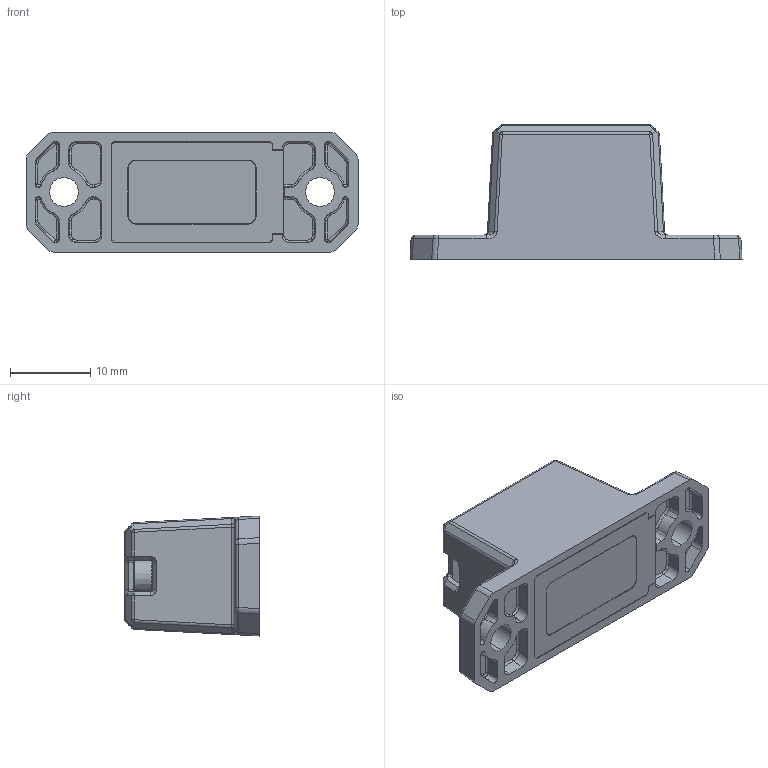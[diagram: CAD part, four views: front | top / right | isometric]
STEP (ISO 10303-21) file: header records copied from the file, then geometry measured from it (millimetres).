
FILE_DESCRIPTION (( 'STEP AP214' ), '1' );
FILE_NAME ('REV-31-1537.STEP', '2018-05-09T21:05:10', ( '' ), ( '' ), 'SwSTEP 2.0', 'SolidWorks 2017', '' );
FILE_SCHEMA (( 'AUTOMOTIVE_DESIGN' ));
Length unit declared in the file: millimetre
Products named in the file (5): REV-31-1154-2 Color Sensor case top v1; REV-31-1154-3 Color Sensor Sensor case bottom v1; REV-31-1537; Sticker Place Holder; binding cross head screw_ks_KS 1023 BC - M2 x 12-N
Assembly tree (4 placements, depth 2):
  REV-31-1537
    REV-31-1154-2 Color Sensor case top v1
    REV-31-1154-3 Color Sensor Sensor case bottom v1
    binding cross head screw_ks_KS 1023 BC - M2 x 12-N
    Sticker Place Holder
Bounding box: 41.5 x 16.8 x 15 mm (x, y, z)
Volume: 2597.9 mm3; surface area: 4910.3 mm2
Topology: 4 solids, 4 shells, 488 faces, 1215 edges, 732 vertices
Faces by surface type: plane 161, cylinder 136, bspline 124, torus 26, cone 23, sphere 18
Entity records: 17043 total; most frequent: CARTESIAN_POINT 6462, ORIENTED_EDGE 2406, DIRECTION 1895, EDGE_CURVE 1203, VERTEX_POINT 732, AXIS2_PLACEMENT_3D 693, EDGE_LOOP 509, VECTOR 509
